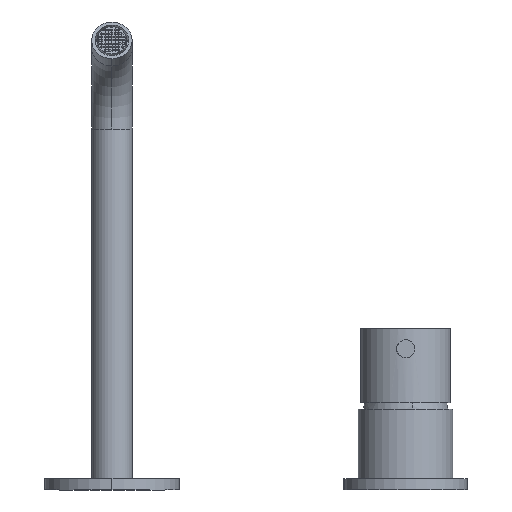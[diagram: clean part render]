
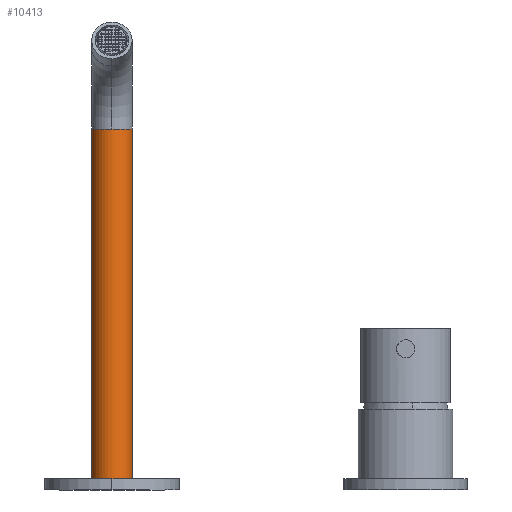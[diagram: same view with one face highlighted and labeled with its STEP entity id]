
A CAD part, front view. The second image highlights one B-rep face of the part: STEP entity #10413.
In plain terms, the highlighted cylindrical face has radius 9 mm (diameter 18 mm), a partial arc.
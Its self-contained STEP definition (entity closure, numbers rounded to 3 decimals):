
#312 = CARTESIAN_POINT ( 'NONE',  ( 9., 0., 0. ) ) ;
#521 = DIRECTION ( 'NONE',  ( 0., 0., 1. ) ) ;
#990 = LINE ( 'NONE', #5033, #3338 ) ;
#1674 = CARTESIAN_POINT ( 'NONE',  ( 0., 0., 0. ) ) ;
#1745 = CIRCLE ( 'NONE', #2587, 9. ) ;
#2373 = ORIENTED_EDGE ( 'NONE', *, *, #6618, .T. ) ;
#2529 = FACE_OUTER_BOUND ( 'NONE', #3966, .T. ) ;
#2587 = AXIS2_PLACEMENT_3D ( 'NONE', #9780, #3712, #10823 ) ;
#2671 = DIRECTION ( 'NONE',  ( 0., 0., 1. ) ) ;
#2978 = DIRECTION ( 'NONE',  ( 0., 0., 1. ) ) ;
#3009 = VECTOR ( 'NONE', #8620, 1000. ) ;
#3129 = AXIS2_PLACEMENT_3D ( 'NONE', #1674, #2671, #7690 ) ;
#3338 = VECTOR ( 'NONE', #4031, 1000. ) ;
#3712 = DIRECTION ( 'NONE',  ( 0., 0., 1. ) ) ;
#3966 = EDGE_LOOP ( 'NONE', ( #5457, #5494, #2373, #7020, #12484 ) ) ;
#4031 = DIRECTION ( 'NONE',  ( 0., 0., 1. ) ) ;
#4471 = VERTEX_POINT ( 'NONE', #7037 ) ;
#4740 = CARTESIAN_POINT ( 'NONE',  ( 9., 0., 160.53 ) ) ;
#4910 = CIRCLE ( 'NONE', #7757, 9. ) ;
#5033 = CARTESIAN_POINT ( 'NONE',  ( -9., 0., 0. ) ) ;
#5457 = ORIENTED_EDGE ( 'NONE', *, *, #8811, .F. ) ;
#5494 = ORIENTED_EDGE ( 'NONE', *, *, #6926, .T. ) ;
#5553 = CARTESIAN_POINT ( 'NONE',  ( -9., 0., 160.53 ) ) ;
#6046 = EDGE_CURVE ( 'NONE', #12902, #11020, #7934, .T. ) ;
#6516 = VERTEX_POINT ( 'NONE', #312 ) ;
#6571 = CARTESIAN_POINT ( 'NONE',  ( 0., 0., 160.53 ) ) ;
#6572 = AXIS2_PLACEMENT_3D ( 'NONE', #6571, #521, #7580 ) ;
#6618 = EDGE_CURVE ( 'NONE', #6516, #8109, #11139, .T. ) ;
#6926 = EDGE_CURVE ( 'NONE', #4471, #6516, #4910, .T. ) ;
#7020 = ORIENTED_EDGE ( 'NONE', *, *, #11990, .F. ) ;
#7037 = CARTESIAN_POINT ( 'NONE',  ( -9., 0., 0. ) ) ;
#7565 = CYLINDRICAL_SURFACE ( 'NONE', #3129, 9. ) ;
#7580 = DIRECTION ( 'NONE',  ( 1., 0., 0. ) ) ;
#7590 = CARTESIAN_POINT ( 'NONE',  ( 9., 0., 0. ) ) ;
#7690 = DIRECTION ( 'NONE',  ( 1., 0., 0. ) ) ;
#7757 = AXIS2_PLACEMENT_3D ( 'NONE', #9047, #2978, #10083 ) ;
#7934 = CIRCLE ( 'NONE', #6572, 9. ) ;
#8109 = VERTEX_POINT ( 'NONE', #4740 ) ;
#8227 = CARTESIAN_POINT ( 'NONE',  ( 0., -9., 160.53 ) ) ;
#8620 = DIRECTION ( 'NONE',  ( 0., 0., 1. ) ) ;
#8811 = EDGE_CURVE ( 'NONE', #4471, #12902, #990, .T. ) ;
#9047 = CARTESIAN_POINT ( 'NONE',  ( 0., 0., 0. ) ) ;
#9780 = CARTESIAN_POINT ( 'NONE',  ( 0., 0., 160.53 ) ) ;
#10083 = DIRECTION ( 'NONE',  ( 1., 0., 0. ) ) ;
#10413 = ADVANCED_FACE ( 'NONE', ( #2529 ), #7565, .T. ) ;
#10823 = DIRECTION ( 'NONE',  ( 1., 0., 0. ) ) ;
#11020 = VERTEX_POINT ( 'NONE', #8227 ) ;
#11139 = LINE ( 'NONE', #7590, #3009 ) ;
#11990 = EDGE_CURVE ( 'NONE', #11020, #8109, #1745, .T. ) ;
#12484 = ORIENTED_EDGE ( 'NONE', *, *, #6046, .F. ) ;
#12902 = VERTEX_POINT ( 'NONE', #5553 ) ;
